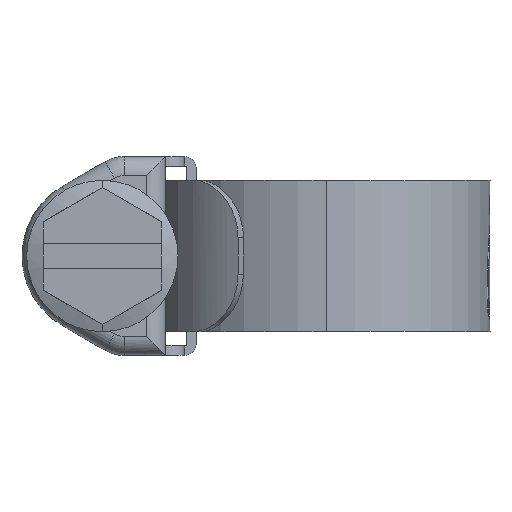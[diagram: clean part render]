
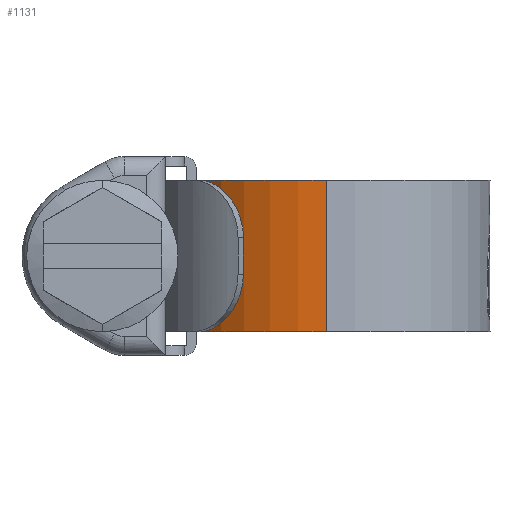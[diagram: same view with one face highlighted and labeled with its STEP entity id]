
A CAD part, left-side view. The second image highlights one B-rep face of the part: STEP entity #1131.
In plain terms, the highlighted cylindrical face has radius 8.56 mm (diameter 17.12 mm), a partial arc.
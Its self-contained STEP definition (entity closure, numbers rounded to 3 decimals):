
#209 = ORIENTED_EDGE ( 'NONE', *, *, #5875, .T. ) ;
#347 = CARTESIAN_POINT ( 'NONE',  ( -8.56, 0., 3.96 ) ) ;
#637 = DIRECTION ( 'NONE',  ( 1., 0., 0. ) ) ;
#778 = VERTEX_POINT ( 'NONE', #977 ) ;
#810 = LINE ( 'NONE', #347, #5254 ) ;
#977 = CARTESIAN_POINT ( 'NONE',  ( -8.56, 0., 3.96 ) ) ;
#1131 = ADVANCED_FACE ( 'NONE', ( #5937 ), #1428, .T. ) ;
#1357 = LINE ( 'NONE', #2595, #2289 ) ;
#1428 = CYLINDRICAL_SURFACE ( 'NONE', #4345, 8.56 ) ;
#1563 = CARTESIAN_POINT ( 'NONE',  ( 0., 0., 3.96 ) ) ;
#1654 = VERTEX_POINT ( 'NONE', #1895 ) ;
#1857 = ORIENTED_EDGE ( 'NONE', *, *, #2710, .F. ) ;
#1895 = CARTESIAN_POINT ( 'NONE',  ( -8.56, 0., -3.96 ) ) ;
#2123 = DIRECTION ( 'NONE',  ( 1., 0., 0. ) ) ;
#2289 = VECTOR ( 'NONE', #4678, 1000. ) ;
#2595 = CARTESIAN_POINT ( 'NONE',  ( 0., 8.56, 3.96 ) ) ;
#2710 = EDGE_CURVE ( 'NONE', #5177, #778, #3068, .T. ) ;
#2780 = VERTEX_POINT ( 'NONE', #6034 ) ;
#2979 = ORIENTED_EDGE ( 'NONE', *, *, #3851, .T. ) ;
#3068 = CIRCLE ( 'NONE', #4807, 8.56 ) ;
#3549 = EDGE_CURVE ( 'NONE', #778, #1654, #810, .T. ) ;
#3607 = CARTESIAN_POINT ( 'NONE',  ( 0., 0., 3.96 ) ) ;
#3637 = EDGE_LOOP ( 'NONE', ( #5627, #1857, #209, #2979 ) ) ;
#3851 = EDGE_CURVE ( 'NONE', #2780, #1654, #3885, .T. ) ;
#3885 = CIRCLE ( 'NONE', #4581, 8.56 ) ;
#4121 = DIRECTION ( 'NONE',  ( 0., 0., -1. ) ) ;
#4345 = AXIS2_PLACEMENT_3D ( 'NONE', #3607, #6909, #6480 ) ;
#4581 = AXIS2_PLACEMENT_3D ( 'NONE', #5534, #4986, #637 ) ;
#4678 = DIRECTION ( 'NONE',  ( 0., 0., -1. ) ) ;
#4807 = AXIS2_PLACEMENT_3D ( 'NONE', #1563, #5966, #2123 ) ;
#4986 = DIRECTION ( 'NONE',  ( 0., 0., 1. ) ) ;
#5177 = VERTEX_POINT ( 'NONE', #5219 ) ;
#5219 = CARTESIAN_POINT ( 'NONE',  ( 0., 8.56, 3.96 ) ) ;
#5254 = VECTOR ( 'NONE', #4121, 1000. ) ;
#5534 = CARTESIAN_POINT ( 'NONE',  ( 0., 0., -3.96 ) ) ;
#5627 = ORIENTED_EDGE ( 'NONE', *, *, #3549, .F. ) ;
#5875 = EDGE_CURVE ( 'NONE', #5177, #2780, #1357, .T. ) ;
#5937 = FACE_OUTER_BOUND ( 'NONE', #3637, .T. ) ;
#5966 = DIRECTION ( 'NONE',  ( 0., 0., 1. ) ) ;
#6034 = CARTESIAN_POINT ( 'NONE',  ( 0., 8.56, -3.96 ) ) ;
#6480 = DIRECTION ( 'NONE',  ( -1., 0., 0. ) ) ;
#6909 = DIRECTION ( 'NONE',  ( 0., 0., -1. ) ) ;
